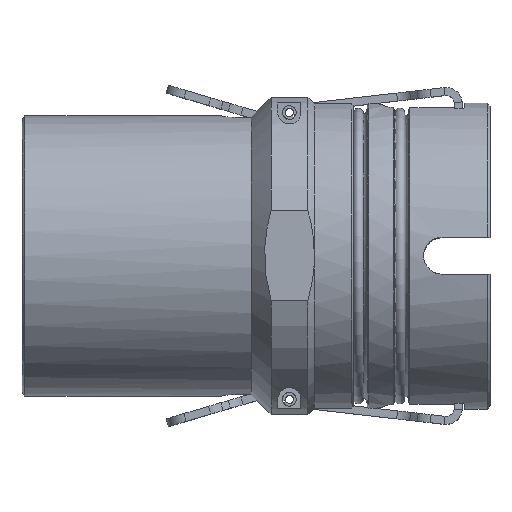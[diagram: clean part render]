
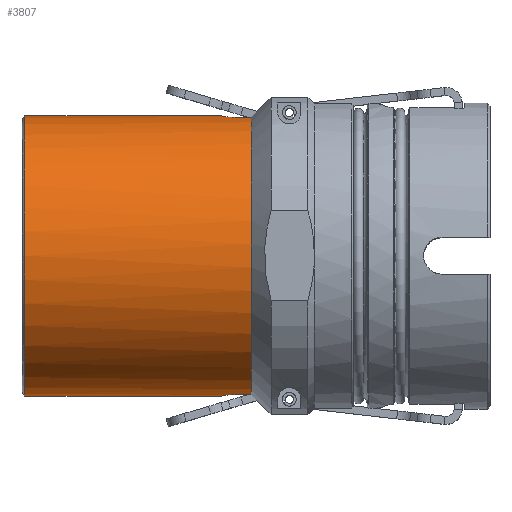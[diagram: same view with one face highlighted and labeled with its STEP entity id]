
A CAD part, top view. The second image highlights one B-rep face of the part: STEP entity #3807.
In plain terms, the highlighted cylindrical face has radius 24.105 mm (diameter 48.209 mm), a full revolution.
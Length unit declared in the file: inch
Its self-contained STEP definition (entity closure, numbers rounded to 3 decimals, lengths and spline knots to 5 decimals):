
#370=FACE_OUTER_BOUND('',#592,.T.);
#592=EDGE_LOOP('',(#3125,#3126,#3127,#3128,#3129,#3130,#3131,#3132,#3133,
#3134,#3135,#3136,#3137,#3138,#3139,#3140,#3141));
#743=CIRCLE('',#4080,0.949);
#744=CIRCLE('',#4081,0.949);
#745=CIRCLE('',#4083,0.949);
#750=CIRCLE('',#4089,0.949);
#813=CIRCLE('',#4206,0.949);
#814=CIRCLE('',#4210,0.949);
#815=CIRCLE('',#4211,0.949);
#906=LINE('',#5636,#1174);
#968=LINE('',#6382,#1236);
#990=LINE('',#6836,#1258);
#1041=LINE('',#7295,#1309);
#1042=LINE('',#7298,#1310);
#1174=VECTOR('',#4418,0.3937);
#1236=VECTOR('',#4656,0.3937);
#1258=VECTOR('',#4768,0.3937);
#1309=VECTOR('',#4997,0.3937);
#1310=VECTOR('',#5000,0.949);
#1470=B_SPLINE_CURVE_WITH_KNOTS('',3,(#6357,#6358,#6359,#6360,#6361,#6362,
#6363,#6364,#6365,#6366),.UNSPECIFIED.,.F.,.F.,(4,2,2,2,4),(-0.36043,
-0.27023,-0.18002,-0.09001,0.),
 .UNSPECIFIED.);
#1471=B_SPLINE_CURVE_WITH_KNOTS('',3,(#6394,#6395,#6396,#6397,#6398,#6399,
#6400,#6401,#6402,#6403),.UNSPECIFIED.,.F.,.F.,(4,2,2,2,4),(0.,0.09001,
0.18002,0.27023,0.36043),.UNSPECIFIED.);
#1504=B_SPLINE_CURVE_WITH_KNOTS('',3,(#7260,#7261,#7262,#7263,#7264,#7265,
#7266,#7267,#7268,#7269),.UNSPECIFIED.,.F.,.F.,(4,2,2,2,4),(0.72027,
0.81028,0.9003,0.9905,1.0807),
 .UNSPECIFIED.);
#1505=B_SPLINE_CURVE_WITH_KNOTS('',3,(#7283,#7284,#7285,#7286,#7287,#7288,
#7289,#7290,#7291,#7292),.UNSPECIFIED.,.F.,.F.,(4,2,2,2,4),(0.35984,
0.45005,0.54025,0.63026,0.72027),
 .UNSPECIFIED.);
#1525=VERTEX_POINT('',#5631);
#1526=VERTEX_POINT('',#5635);
#1625=VERTEX_POINT('',#6354);
#1626=VERTEX_POINT('',#6356);
#1631=VERTEX_POINT('',#6381);
#1634=VERTEX_POINT('',#6393);
#1635=VERTEX_POINT('',#6411);
#1636=VERTEX_POINT('',#6415);
#1643=VERTEX_POINT('',#6437);
#1682=VERTEX_POINT('',#6835);
#1754=VERTEX_POINT('',#7259);
#1757=VERTEX_POINT('',#7278);
#1758=VERTEX_POINT('',#7282);
#1759=VERTEX_POINT('',#7297);
#1760=VERTEX_POINT('',#7299);
#1906=EDGE_CURVE('',#1526,#1525,#906,.T.);
#2043=EDGE_CURVE('',#1625,#1626,#1470,.T.);
#2052=EDGE_CURVE('',#1631,#1626,#968,.T.);
#2056=EDGE_CURVE('',#1526,#1634,#1471,.T.);
#2060=EDGE_CURVE('',#1635,#1634,#743,.T.);
#2061=EDGE_CURVE('',#1625,#1635,#744,.T.);
#2062=EDGE_CURVE('',#1631,#1636,#745,.T.);
#2071=EDGE_CURVE('',#1643,#1525,#750,.T.);
#2131=EDGE_CURVE('',#1682,#1636,#990,.T.);
#2239=EDGE_CURVE('',#1682,#1754,#1504,.T.);
#2244=EDGE_CURVE('',#1757,#1754,#813,.T.);
#2246=EDGE_CURVE('',#1757,#1758,#1505,.T.);
#2248=EDGE_CURVE('',#1643,#1758,#1041,.T.);
#2249=EDGE_CURVE('',#1635,#1759,#1042,.T.);
#2250=EDGE_CURVE('',#1760,#1759,#814,.T.);
#2251=EDGE_CURVE('',#1759,#1760,#815,.T.);
#3125=ORIENTED_EDGE('',*,*,#1906,.T.);
#3126=ORIENTED_EDGE('',*,*,#2071,.F.);
#3127=ORIENTED_EDGE('',*,*,#2248,.T.);
#3128=ORIENTED_EDGE('',*,*,#2246,.F.);
#3129=ORIENTED_EDGE('',*,*,#2244,.T.);
#3130=ORIENTED_EDGE('',*,*,#2239,.F.);
#3131=ORIENTED_EDGE('',*,*,#2131,.T.);
#3132=ORIENTED_EDGE('',*,*,#2062,.F.);
#3133=ORIENTED_EDGE('',*,*,#2052,.T.);
#3134=ORIENTED_EDGE('',*,*,#2043,.F.);
#3135=ORIENTED_EDGE('',*,*,#2061,.T.);
#3136=ORIENTED_EDGE('',*,*,#2249,.T.);
#3137=ORIENTED_EDGE('',*,*,#2250,.F.);
#3138=ORIENTED_EDGE('',*,*,#2251,.F.);
#3139=ORIENTED_EDGE('',*,*,#2249,.F.);
#3140=ORIENTED_EDGE('',*,*,#2060,.T.);
#3141=ORIENTED_EDGE('',*,*,#2056,.F.);
#3659=CYLINDRICAL_SURFACE('',#4209,0.949);
#3807=ADVANCED_FACE('',(#370),#3659,.T.);
#4080=AXIS2_PLACEMENT_3D('',#6412,#4671,#4672);
#4081=AXIS2_PLACEMENT_3D('',#6413,#4673,#4674);
#4083=AXIS2_PLACEMENT_3D('',#6416,#4677,#4678);
#4089=AXIS2_PLACEMENT_3D('',#6441,#4689,#4690);
#4206=AXIS2_PLACEMENT_3D('',#7279,#4989,#4990);
#4209=AXIS2_PLACEMENT_3D('',#7296,#4998,#4999);
#4210=AXIS2_PLACEMENT_3D('',#7300,#5001,#5002);
#4211=AXIS2_PLACEMENT_3D('',#7301,#5003,#5004);
#4418=DIRECTION('',(1.,0.,0.));
#4656=DIRECTION('',(-1.,0.,0.));
#4671=DIRECTION('center_axis',(-1.,0.,0.));
#4672=DIRECTION('ref_axis',(0.,1.,0.));
#4673=DIRECTION('center_axis',(-1.,0.,0.));
#4674=DIRECTION('ref_axis',(0.,1.,0.));
#4677=DIRECTION('center_axis',(1.,0.,0.));
#4678=DIRECTION('ref_axis',(0.,0.,-1.));
#4689=DIRECTION('center_axis',(1.,0.,0.));
#4690=DIRECTION('ref_axis',(0.,0.,-1.));
#4768=DIRECTION('',(1.,0.,0.));
#4989=DIRECTION('center_axis',(-1.,0.,0.));
#4990=DIRECTION('ref_axis',(0.,1.,0.));
#4997=DIRECTION('',(-1.,0.,0.));
#4998=DIRECTION('center_axis',(1.,0.,0.));
#4999=DIRECTION('ref_axis',(0.,1.,0.));
#5000=DIRECTION('',(-1.,0.,0.));
#5001=DIRECTION('center_axis',(-1.,0.,0.));
#5002=DIRECTION('ref_axis',(0.,-1.,0.));
#5003=DIRECTION('center_axis',(-1.,0.,0.));
#5004=DIRECTION('ref_axis',(0.,-1.,0.));
#5631=CARTESIAN_POINT('',(1.554,-0.94005,0.13));
#5635=CARTESIAN_POINT('',(1.444,-0.94005,0.13));
#5636=CARTESIAN_POINT('',(0.777,-0.94005,0.13));
#6354=CARTESIAN_POINT('',(1.35,-0.94832,-0.036));
#6356=CARTESIAN_POINT('',(1.444,-0.94005,-0.13));
#6357=CARTESIAN_POINT('Ctrl Pts',(1.35,-0.94832,-0.036));
#6358=CARTESIAN_POINT('Ctrl Pts',(1.35,-0.94787,-0.04783));
#6359=CARTESIAN_POINT('Ctrl Pts',(1.35237,-0.94715,-0.06043));
#6360=CARTESIAN_POINT('Ctrl Pts',(1.36198,-0.94538,-0.0836));
#6361=CARTESIAN_POINT('Ctrl Pts',(1.36922,-0.94435,-0.09416));
#6362=CARTESIAN_POINT('Ctrl Pts',(1.3859,-0.94254,-0.11083));
#6363=CARTESIAN_POINT('Ctrl Pts',(1.39645,-0.94164,-0.11805));
#6364=CARTESIAN_POINT('Ctrl Pts',(1.4196,-0.94039,-0.12764));
#6365=CARTESIAN_POINT('Ctrl Pts',(1.43219,-0.94005,-0.13));
#6366=CARTESIAN_POINT('Ctrl Pts',(1.444,-0.94005,-0.13));
#6381=CARTESIAN_POINT('',(1.554,-0.94005,-0.13));
#6382=CARTESIAN_POINT('',(0.777,-0.94005,-0.13));
#6393=CARTESIAN_POINT('',(1.35,-0.94832,0.036));
#6394=CARTESIAN_POINT('Ctrl Pts',(1.444,-0.94005,0.13));
#6395=CARTESIAN_POINT('Ctrl Pts',(1.43219,-0.94005,0.13));
#6396=CARTESIAN_POINT('Ctrl Pts',(1.4196,-0.94039,0.12764));
#6397=CARTESIAN_POINT('Ctrl Pts',(1.39645,-0.94164,0.11805));
#6398=CARTESIAN_POINT('Ctrl Pts',(1.3859,-0.94254,0.11083));
#6399=CARTESIAN_POINT('Ctrl Pts',(1.36922,-0.94435,0.09416));
#6400=CARTESIAN_POINT('Ctrl Pts',(1.36198,-0.94538,0.0836));
#6401=CARTESIAN_POINT('Ctrl Pts',(1.35237,-0.94715,0.06043));
#6402=CARTESIAN_POINT('Ctrl Pts',(1.35,-0.94787,0.04783));
#6403=CARTESIAN_POINT('Ctrl Pts',(1.35,-0.94832,0.036));
#6411=CARTESIAN_POINT('',(1.35,-0.949,0.));
#6412=CARTESIAN_POINT('Origin',(1.35,0.,0.));
#6413=CARTESIAN_POINT('Origin',(1.35,0.,0.));
#6415=CARTESIAN_POINT('',(1.554,0.94005,-0.13));
#6416=CARTESIAN_POINT('Origin',(1.554,0.,0.));
#6437=CARTESIAN_POINT('',(1.554,0.94005,0.13));
#6441=CARTESIAN_POINT('Origin',(1.554,0.,0.));
#6835=CARTESIAN_POINT('',(1.444,0.94005,-0.13));
#6836=CARTESIAN_POINT('',(0.777,0.94005,-0.13));
#7259=CARTESIAN_POINT('',(1.35,0.94832,-0.036));
#7260=CARTESIAN_POINT('Ctrl Pts',(1.444,0.94005,-0.13));
#7261=CARTESIAN_POINT('Ctrl Pts',(1.43219,0.94005,-0.13));
#7262=CARTESIAN_POINT('Ctrl Pts',(1.4196,0.94039,-0.12764));
#7263=CARTESIAN_POINT('Ctrl Pts',(1.39645,0.94164,-0.11805));
#7264=CARTESIAN_POINT('Ctrl Pts',(1.3859,0.94254,-0.11083));
#7265=CARTESIAN_POINT('Ctrl Pts',(1.36922,0.94435,-0.09416));
#7266=CARTESIAN_POINT('Ctrl Pts',(1.36198,0.94538,-0.0836));
#7267=CARTESIAN_POINT('Ctrl Pts',(1.35237,0.94715,-0.06043));
#7268=CARTESIAN_POINT('Ctrl Pts',(1.35,0.94787,-0.04783));
#7269=CARTESIAN_POINT('Ctrl Pts',(1.35,0.94832,-0.036));
#7278=CARTESIAN_POINT('',(1.35,0.94832,0.036));
#7279=CARTESIAN_POINT('Origin',(1.35,0.,0.));
#7282=CARTESIAN_POINT('',(1.444,0.94005,0.13));
#7283=CARTESIAN_POINT('Ctrl Pts',(1.35,0.94832,0.036));
#7284=CARTESIAN_POINT('Ctrl Pts',(1.35,0.94787,0.04783));
#7285=CARTESIAN_POINT('Ctrl Pts',(1.35237,0.94715,0.06043));
#7286=CARTESIAN_POINT('Ctrl Pts',(1.36198,0.94538,0.0836));
#7287=CARTESIAN_POINT('Ctrl Pts',(1.36922,0.94435,0.09416));
#7288=CARTESIAN_POINT('Ctrl Pts',(1.3859,0.94254,0.11083));
#7289=CARTESIAN_POINT('Ctrl Pts',(1.39645,0.94164,0.11805));
#7290=CARTESIAN_POINT('Ctrl Pts',(1.4196,0.94039,0.12764));
#7291=CARTESIAN_POINT('Ctrl Pts',(1.43219,0.94005,0.13));
#7292=CARTESIAN_POINT('Ctrl Pts',(1.444,0.94005,0.13));
#7295=CARTESIAN_POINT('',(0.777,0.94005,0.13));
#7296=CARTESIAN_POINT('Origin',(0.777,0.,0.));
#7297=CARTESIAN_POINT('',(0.02,-0.949,0.));
#7298=CARTESIAN_POINT('',(0.777,-0.949,0.));
#7299=CARTESIAN_POINT('',(0.02,0.949,0.));
#7300=CARTESIAN_POINT('Origin',(0.02,0.,0.));
#7301=CARTESIAN_POINT('Origin',(0.02,0.,0.));
